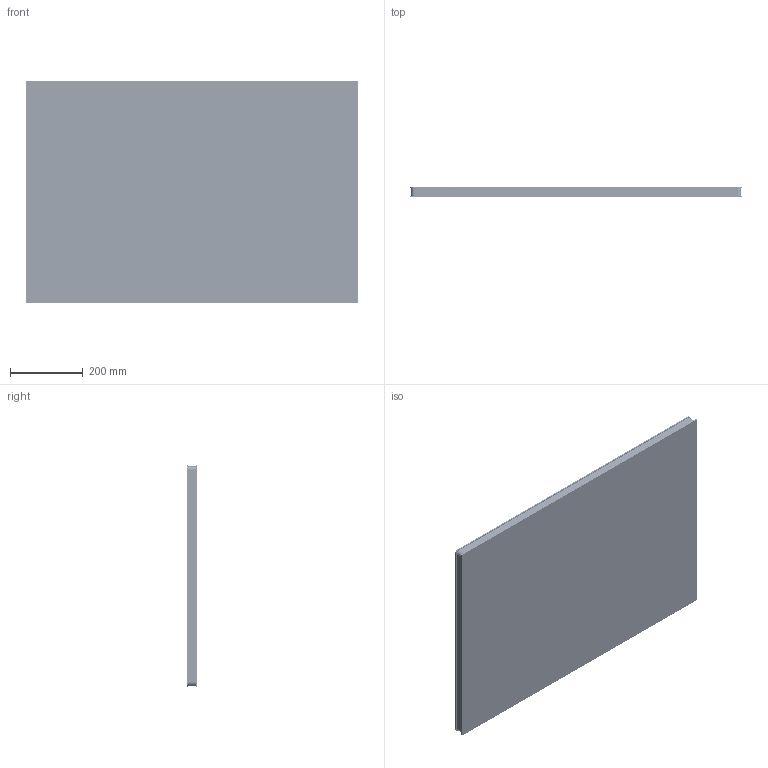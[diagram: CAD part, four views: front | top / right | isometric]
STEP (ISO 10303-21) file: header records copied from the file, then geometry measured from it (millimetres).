
FILE_DESCRIPTION((''),'2;1');
FILE_NAME('TD-23_ASM','2022-04-27T17:54:31',('Administrator'),(''),'CREO PARAMETRIC BY PTC INC, 2019030','CREO PARAMETRIC BY PTC INC, 2019030','');
FILE_SCHEMA(('AUTOMOTIVE_DESIGN { 1 0 10303 214 1 1 1 1 }'));
Products named in the file (2): _TD-23; TD-23_ASM
Assembly tree (1 placements, depth 2):
  TD-23_ASM
    _TD-23
Bounding box: 914.4 x 27.43 x 609.6 mm (x, y, z)
Volume: 4896318.2 mm3; surface area: 2275659.7 mm2
Topology: 1 solids, 1 shells, 1928 faces, 5632 edges, 3840 vertices
Faces by surface type: cylinder 1740, plane 188
Entity records: 83195 total; most frequent: DIRECTION 12938, CARTESIAN_POINT 11651, ORIENTED_EDGE 11264, EDGE_CURVE 5632, AXIS2_PLACEMENT_3D 5411, VERTEX_POINT 3840, EDGE_LOOP 3564, CIRCLE 3480
